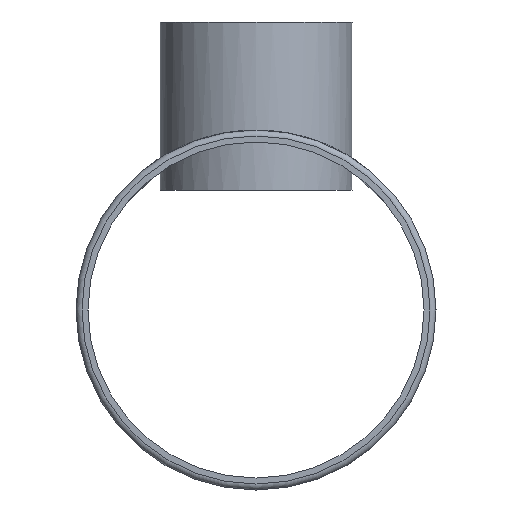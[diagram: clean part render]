
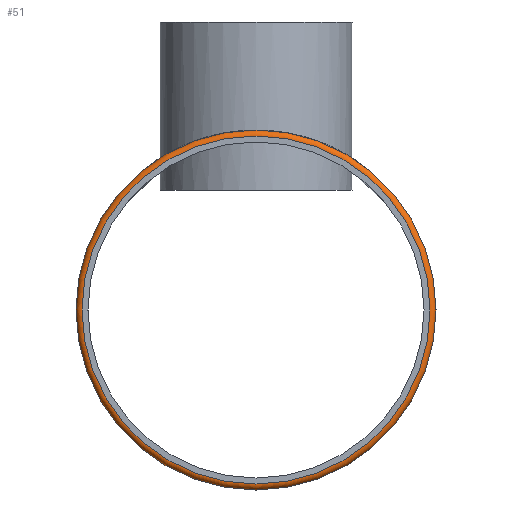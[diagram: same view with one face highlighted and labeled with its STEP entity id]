
A CAD part, left-side view. The second image highlights one B-rep face of the part: STEP entity #51.
In plain terms, the highlighted toroidal (fillet/blend) face has major radius 18.415 mm and minor radius 0.635 mm.
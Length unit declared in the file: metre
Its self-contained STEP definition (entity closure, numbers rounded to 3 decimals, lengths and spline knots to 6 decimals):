
#51 = ADVANCED_FACE( '', ( #108, #109 ), #110, .T. );
#108 = FACE_OUTER_BOUND( '', #161, .T. );
#109 = FACE_OUTER_BOUND( '', #162, .T. );
#110 = TOROIDAL_SURFACE( '', #163, 0.018415, 0.000635 );
#161 = EDGE_LOOP( '', ( #224 ) );
#162 = EDGE_LOOP( '', ( #225 ) );
#163 = AXIS2_PLACEMENT_3D( '', #226, #227, #228 );
#224 = ORIENTED_EDGE( '', *, *, #261, .F. );
#225 = ORIENTED_EDGE( '', *, *, #249, .F. );
#226 = CARTESIAN_POINT( '', ( -0.051435, 0., 0. ) );
#227 = DIRECTION( '', ( 1., 0., 0. ) );
#228 = DIRECTION( '', ( 0., 0., -1. ) );
#249 = EDGE_CURVE( '', #276, #276, #277, .T. );
#261 = EDGE_CURVE( '', #295, #295, #296, .F. );
#276 = VERTEX_POINT( '', #408 );
#277 = CIRCLE( '', #409, 0.01905 );
#295 = VERTEX_POINT( '', #522 );
#296 = CIRCLE( '', #523, 0.018415 );
#408 = CARTESIAN_POINT( '', ( -0.051435, 0., -0.01905 ) );
#409 = AXIS2_PLACEMENT_3D( '', #535, #536, #537 );
#522 = CARTESIAN_POINT( '', ( -0.05207, 0., -0.018415 ) );
#523 = AXIS2_PLACEMENT_3D( '', #553, #554, #555 );
#535 = CARTESIAN_POINT( '', ( -0.051435, 0., 0. ) );
#536 = DIRECTION( '', ( 1., 0., 0. ) );
#537 = DIRECTION( '', ( 0., 0., -1. ) );
#553 = CARTESIAN_POINT( '', ( -0.05207, 0., 0. ) );
#554 = DIRECTION( '', ( 1., 0., 0. ) );
#555 = DIRECTION( '', ( 0., 0., -1. ) );
